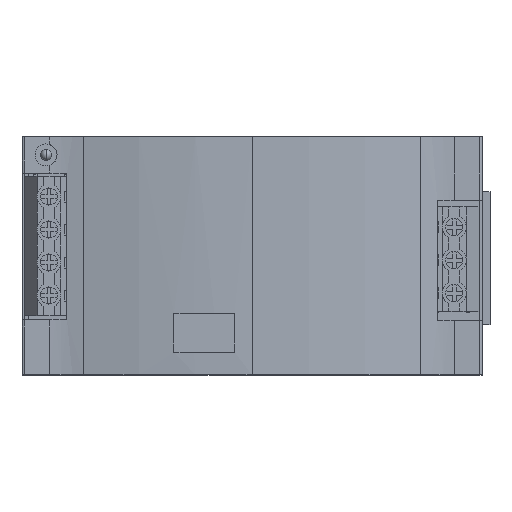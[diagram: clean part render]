
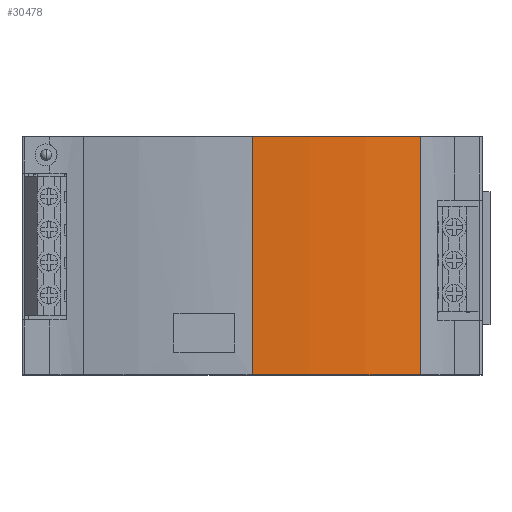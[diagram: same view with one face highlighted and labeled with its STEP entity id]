
A CAD part, top view. The second image highlights one B-rep face of the part: STEP entity #30478.
In plain terms, the highlighted cylindrical face has radius 180 mm (diameter 360 mm), a partial arc.
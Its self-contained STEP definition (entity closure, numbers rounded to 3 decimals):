
#4315 = DIRECTION ( 'NONE',  ( 0., 1., 0. ) ) ;
#5453 = CARTESIAN_POINT ( 'NONE',  ( -406.375, 197.365, 0.267 ) ) ;
#5847 = DIRECTION ( 'NONE',  ( 0., 1., 0. ) ) ;
#7697 = AXIS2_PLACEMENT_3D ( 'NONE', #61557, #22144, #15698 ) ;
#8239 = ORIENTED_EDGE ( 'NONE', *, *, #36093, .F. ) ;
#12298 = CARTESIAN_POINT ( 'NONE',  ( -452.329, 99.365, 5.112 ) ) ;
#15698 = DIRECTION ( 'NONE',  ( 0., 0., 1. ) ) ;
#21444 = CIRCLE ( 'NONE', #82275, 180. ) ;
#22144 = DIRECTION ( 'NONE',  ( 0., 1., 0. ) ) ;
#23171 = EDGE_CURVE ( 'NONE', #46425, #56734, #21444, .T. ) ;
#23567 = ORIENTED_EDGE ( 'NONE', *, *, #23171, .T. ) ;
#25757 = CARTESIAN_POINT ( 'NONE',  ( -452.329, 132.365, 5.112 ) ) ;
#26080 = LINE ( 'NONE', #12298, #47043 ) ;
#26715 = ORIENTED_EDGE ( 'NONE', *, *, #69291, .F. ) ;
#30478 = ADVANCED_FACE ( 'NONE', ( #43451 ), #56852, .T. ) ;
#33934 = DIRECTION ( 'NONE',  ( 0., 1., 0. ) ) ;
#35675 = CARTESIAN_POINT ( 'NONE',  ( -410.634, 99.365, 180.216 ) ) ;
#36093 = EDGE_CURVE ( 'NONE', #51492, #40683, #61567, .T. ) ;
#36552 = DIRECTION ( 'NONE',  ( 0., 1., 0. ) ) ;
#37959 = CARTESIAN_POINT ( 'NONE',  ( -410.634, 132.365, 180.216 ) ) ;
#40683 = VERTEX_POINT ( 'NONE', #58334 ) ;
#43409 = ORIENTED_EDGE ( 'NONE', *, *, #70435, .T. ) ;
#43451 = FACE_OUTER_BOUND ( 'NONE', #79542, .T. ) ;
#46425 = VERTEX_POINT ( 'NONE', #71788 ) ;
#47043 = VECTOR ( 'NONE', #5847, 1000. ) ;
#51492 = VERTEX_POINT ( 'NONE', #5453 ) ;
#56734 = VERTEX_POINT ( 'NONE', #25757 ) ;
#56852 = CYLINDRICAL_SURFACE ( 'NONE', #78707, 180. ) ;
#58334 = CARTESIAN_POINT ( 'NONE',  ( -452.329, 197.365, 5.112 ) ) ;
#61209 = CARTESIAN_POINT ( 'NONE',  ( -406.375, 99.365, 0.267 ) ) ;
#61557 = CARTESIAN_POINT ( 'NONE',  ( -410.634, 197.365, 180.216 ) ) ;
#61567 = CIRCLE ( 'NONE', #7697, 180. ) ;
#64623 = VECTOR ( 'NONE', #33934, 1000. ) ;
#69291 = EDGE_CURVE ( 'NONE', #46425, #51492, #79829, .T. ) ;
#70435 = EDGE_CURVE ( 'NONE', #56734, #40683, #26080, .T. ) ;
#71788 = CARTESIAN_POINT ( 'NONE',  ( -406.375, 132.365, 0.267 ) ) ;
#77816 = DIRECTION ( 'NONE',  ( 0., 0., 1. ) ) ;
#78707 = AXIS2_PLACEMENT_3D ( 'NONE', #35675, #36552, #83313 ) ;
#79542 = EDGE_LOOP ( 'NONE', ( #23567, #43409, #8239, #26715 ) ) ;
#79829 = LINE ( 'NONE', #61209, #64623 ) ;
#82275 = AXIS2_PLACEMENT_3D ( 'NONE', #37959, #4315, #77816 ) ;
#83313 = DIRECTION ( 'NONE',  ( 0., 0., 1. ) ) ;
